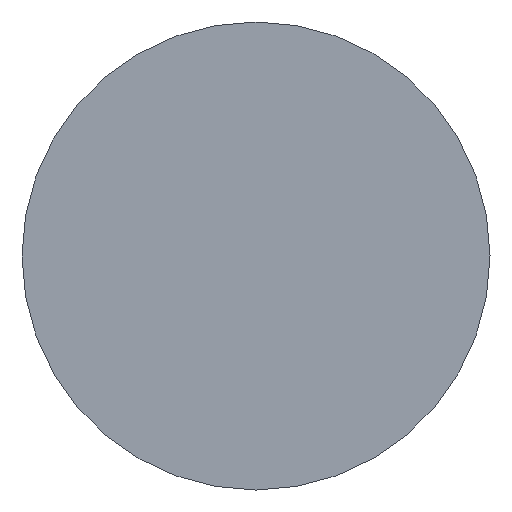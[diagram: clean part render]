
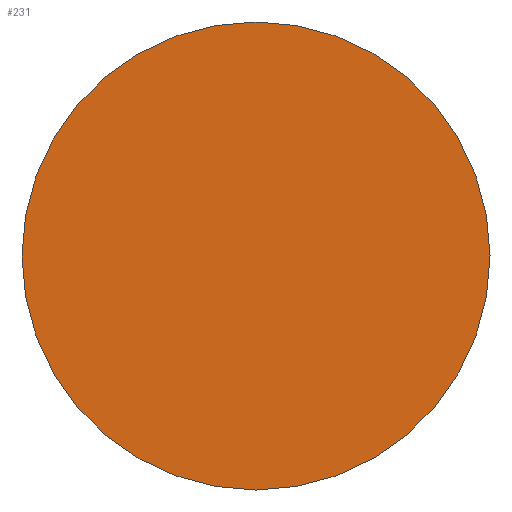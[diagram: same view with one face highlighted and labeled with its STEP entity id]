
A CAD part, front view. The second image highlights one B-rep face of the part: STEP entity #231.
In plain terms, the highlighted planar face has unit normal (0, -1, 0).
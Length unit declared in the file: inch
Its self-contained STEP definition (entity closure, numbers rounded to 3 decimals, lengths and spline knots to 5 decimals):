
#5 = EDGE_LOOP ( 'NONE', ( #299, #119 ) ) ;
#12 = DIRECTION ( 'NONE',  ( 0., 0., -1. ) ) ;
#64 = CARTESIAN_POINT ( 'NONE',  ( 0., 0., 0. ) ) ;
#68 = VERTEX_POINT ( 'NONE', #287 ) ;
#77 = CARTESIAN_POINT ( 'NONE',  ( 0., 0., 0. ) ) ;
#80 = AXIS2_PLACEMENT_3D ( 'NONE', #77, #152, #220 ) ;
#81 = CARTESIAN_POINT ( 'NONE',  ( 0., 0., 0.5 ) ) ;
#114 = FACE_OUTER_BOUND ( 'NONE', #5, .T. ) ;
#119 = ORIENTED_EDGE ( 'NONE', *, *, #286, .T. ) ;
#142 = PLANE ( 'NONE',  #253 ) ;
#152 = DIRECTION ( 'NONE',  ( 0., -1., 0. ) ) ;
#153 = CIRCLE ( 'NONE', #229, 0.5 ) ;
#161 = CIRCLE ( 'NONE', #80, 0.5 ) ;
#172 = DIRECTION ( 'NONE',  ( 0., -1., 0. ) ) ;
#205 = EDGE_CURVE ( 'NONE', #68, #302, #153, .T. ) ;
#220 = DIRECTION ( 'NONE',  ( 0., 0., -1. ) ) ;
#229 = AXIS2_PLACEMENT_3D ( 'NONE', #64, #269, #12 ) ;
#231 = ADVANCED_FACE ( 'NONE', ( #114 ), #142, .T. ) ;
#253 = AXIS2_PLACEMENT_3D ( 'NONE', #301, #172, #255 ) ;
#255 = DIRECTION ( 'NONE',  ( 0., 0., -1. ) ) ;
#269 = DIRECTION ( 'NONE',  ( 0., -1., 0. ) ) ;
#286 = EDGE_CURVE ( 'NONE', #302, #68, #161, .T. ) ;
#287 = CARTESIAN_POINT ( 'NONE',  ( 0., 0., -0.5 ) ) ;
#299 = ORIENTED_EDGE ( 'NONE', *, *, #205, .T. ) ;
#301 = CARTESIAN_POINT ( 'NONE',  ( 0., 0., 0. ) ) ;
#302 = VERTEX_POINT ( 'NONE', #81 ) ;
